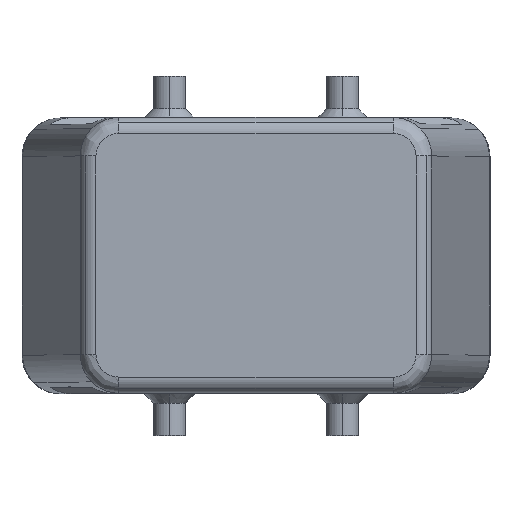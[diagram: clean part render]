
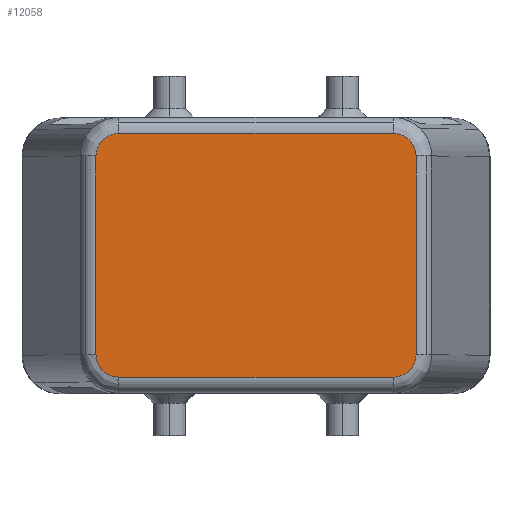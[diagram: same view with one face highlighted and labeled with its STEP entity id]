
A CAD part, top view. The second image highlights one B-rep face of the part: STEP entity #12058.
In plain terms, the highlighted planar face has unit normal (0, 0, 1).
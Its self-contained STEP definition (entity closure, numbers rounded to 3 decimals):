
#217=CARTESIAN_POINT('',(-24.959,-15.5,70.));
#218=VERTEX_POINT('',#217);
#226=CARTESIAN_POINT('',(-24.959,15.5,70.));
#227=VERTEX_POINT('',#226);
#228=CARTESIAN_POINT('',(-24.959,-15.5,70.));
#229=DIRECTION('',(0.0,1.0,0.0));
#230=VECTOR('',#229,31.);
#231=LINE('',#228,#230);
#232=EDGE_CURVE('',#218,#227,#231,.T.);
#11891=CARTESIAN_POINT('',(21.387,19.0,70.));
#11892=VERTEX_POINT('',#11891);
#11900=CARTESIAN_POINT('',(24.959,15.5,70.));
#11901=VERTEX_POINT('',#11900);
#11902=CARTESIAN_POINT('',(21.387,15.5,70.));
#11903=DIRECTION('',(0.0,0.0,-1.0));
#11904=DIRECTION('',(1.0,0.0,0.0));
#11905=AXIS2_PLACEMENT_3D('',#11902,#11903,#11904);
#11906=ELLIPSE('',#11905,3.572,3.5);
#11907=EDGE_CURVE('',#11892,#11901,#11906,.T.);
#11991=CARTESIAN_POINT('',(24.959,-15.5,70.));
#11992=VERTEX_POINT('',#11991);
#11993=CARTESIAN_POINT('',(24.959,15.5,70.));
#11994=DIRECTION('',(0.0,-1.0,0.0));
#11995=VECTOR('',#11994,31.);
#11996=LINE('',#11993,#11995);
#11997=EDGE_CURVE('',#11901,#11992,#11996,.T.);
#12009=CARTESIAN_POINT('',(27.0,0.0,70.));
#12010=DIRECTION('',(0.0,0.0,1.0));
#12011=DIRECTION('',(1.0,0.0,0.0));
#12012=AXIS2_PLACEMENT_3D('',#12009,#12010,#12011);
#12013=PLANE('',#12012);
#12014=ORIENTED_EDGE('',*,*,#11907,.F.);
#12015=CARTESIAN_POINT('',(-21.387,19.0,70.));
#12016=VERTEX_POINT('',#12015);
#12017=CARTESIAN_POINT('',(-21.387,19.0,70.));
#12018=DIRECTION('',(1.0,0.0,0.0));
#12019=VECTOR('',#12018,42.774);
#12020=LINE('',#12017,#12019);
#12021=EDGE_CURVE('',#12016,#11892,#12020,.T.);
#12022=ORIENTED_EDGE('',*,*,#12021,.F.);
#12023=CARTESIAN_POINT('',(-21.387,15.5,70.));
#12024=DIRECTION('',(0.0,0.0,-1.0));
#12025=DIRECTION('',(-1.0,0.0,0.0));
#12026=AXIS2_PLACEMENT_3D('',#12023,#12024,#12025);
#12027=ELLIPSE('',#12026,3.572,3.5);
#12028=EDGE_CURVE('',#227,#12016,#12027,.T.);
#12029=ORIENTED_EDGE('',*,*,#12028,.F.);
#12030=ORIENTED_EDGE('',*,*,#232,.F.);
#12031=CARTESIAN_POINT('',(-21.387,-19.0,70.));
#12032=VERTEX_POINT('',#12031);
#12033=CARTESIAN_POINT('',(-21.387,-15.5,70.));
#12034=DIRECTION('',(0.0,0.0,-1.0));
#12035=DIRECTION('',(-1.0,0.0,0.0));
#12036=AXIS2_PLACEMENT_3D('',#12033,#12034,#12035);
#12037=ELLIPSE('',#12036,3.572,3.5);
#12038=EDGE_CURVE('',#12032,#218,#12037,.T.);
#12039=ORIENTED_EDGE('',*,*,#12038,.F.);
#12040=CARTESIAN_POINT('',(21.387,-19.0,70.));
#12041=VERTEX_POINT('',#12040);
#12042=CARTESIAN_POINT('',(21.387,-19.0,70.));
#12043=DIRECTION('',(-1.0,0.0,0.0));
#12044=VECTOR('',#12043,42.774);
#12045=LINE('',#12042,#12044);
#12046=EDGE_CURVE('',#12041,#12032,#12045,.T.);
#12047=ORIENTED_EDGE('',*,*,#12046,.F.);
#12048=CARTESIAN_POINT('',(21.387,-15.5,70.));
#12049=DIRECTION('',(0.0,0.0,-1.0));
#12050=DIRECTION('',(1.0,0.0,0.0));
#12051=AXIS2_PLACEMENT_3D('',#12048,#12049,#12050);
#12052=ELLIPSE('',#12051,3.572,3.5);
#12053=EDGE_CURVE('',#11992,#12041,#12052,.T.);
#12054=ORIENTED_EDGE('',*,*,#12053,.F.);
#12055=ORIENTED_EDGE('',*,*,#11997,.F.);
#12056=EDGE_LOOP('',(#12014,#12022,#12029,#12030,#12039,#12047,#12054,#12055));
#12057=FACE_OUTER_BOUND('',#12056,.T.);
#12058=ADVANCED_FACE('',(#12057),#12013,.T.);
